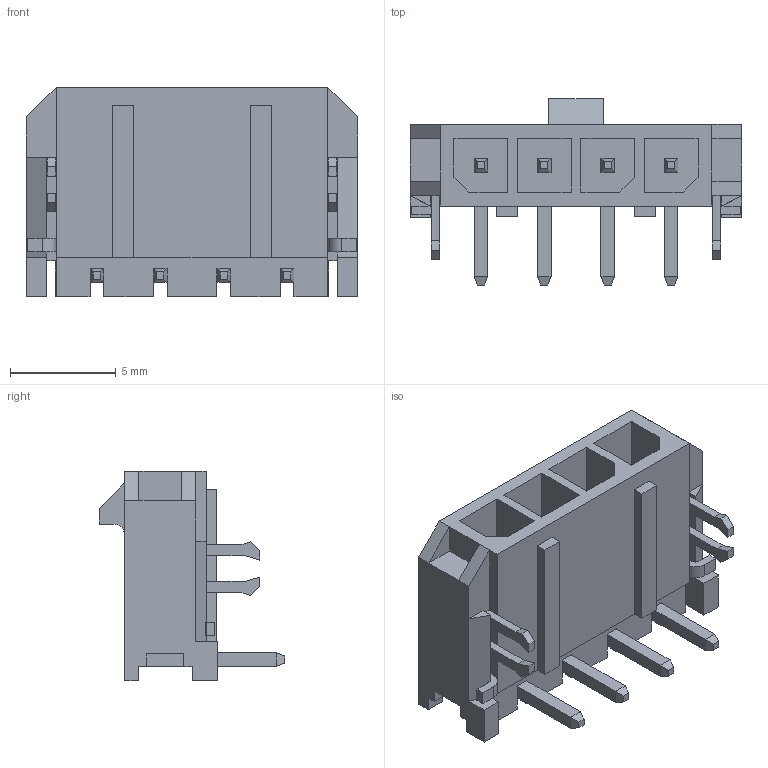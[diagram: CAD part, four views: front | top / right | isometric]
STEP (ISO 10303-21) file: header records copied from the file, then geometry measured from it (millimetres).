
FILE_DESCRIPTION((''),'2;1');
FILE_NAME('436500403','2020-10-20T',('me'),(''),'PRO/ENGINEER BY PARAMETRIC TECHNOLOGY CORPORATION, 2016010','PRO/ENGINEER BY PARAMETRIC TECHNOLOGY CORPORATION, 2016010','');
FILE_SCHEMA(('CONFIG_CONTROL_DESIGN'));
Length unit declared in the file: millimetre
Products named in the file (1): 436500403
Bounding box: 15.65 x 8.79 x 9.9 mm (x, y, z)
Volume: 389.8 mm3; surface area: 981.6 mm2
Topology: 2 solids, 2 shells, 316 faces, 845 edges, 542 vertices
Faces by surface type: plane 309, cylinder 7
Entity records: 9606 total; most frequent: CARTESIAN_POINT 1692, ORIENTED_EDGE 1666, DIRECTION 1505, EDGE_CURVE 833, VECTOR 819, LINE 819, VERTEX_POINT 530, AXIS2_PLACEMENT_3D 343
